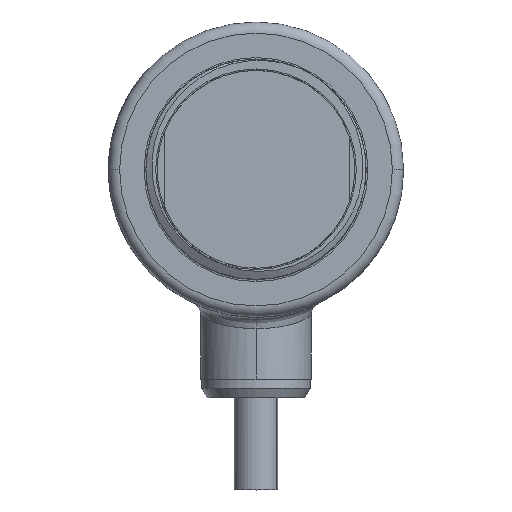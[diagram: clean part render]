
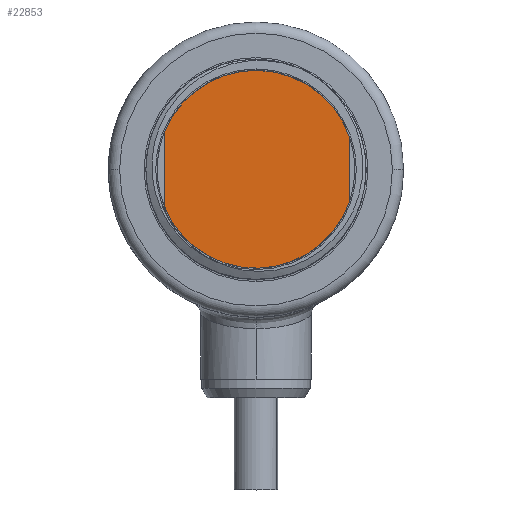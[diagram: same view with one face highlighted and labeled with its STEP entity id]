
A CAD part, top view. The second image highlights one B-rep face of the part: STEP entity #22853.
In plain terms, the highlighted planar face has unit normal (0, 0, 1).
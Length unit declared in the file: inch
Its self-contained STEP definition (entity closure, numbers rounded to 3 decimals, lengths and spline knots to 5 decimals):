
#9491=CARTESIAN_POINT('',(0.,0.,1.264));
#9492=DIRECTION('',(0.,0.,1.));
#9493=DIRECTION('',(0.943,0.332,0.));
#9494=AXIS2_PLACEMENT_3D('',#9491,#9492,#9493);
#9496=DIRECTION('',(0.,1.,0.));
#9497=VECTOR('',#9496,0.35157);
#9498=CARTESIAN_POINT('',(0.5,-0.17578,1.264));
#9499=LINE('',#9498,#9497);
#9500=CARTESIAN_POINT('',(0.,0.,1.264));
#9501=DIRECTION('',(0.,0.,1.));
#9502=DIRECTION('',(-0.925,-0.381,0.));
#9503=AXIS2_PLACEMENT_3D('',#9500,#9501,#9502);
#9505=DIRECTION('',(0.,-1.,0.));
#9506=VECTOR('',#9505,0.40398);
#9507=CARTESIAN_POINT('',(-0.49,0.20199,1.264));
#9508=LINE('',#9507,#9506);
#11681=CARTESIAN_POINT('',(0.5,0.17578,1.264));
#11682=CARTESIAN_POINT('',(-0.49,0.20199,1.264));
#11683=VERTEX_POINT('',#11681);
#11684=VERTEX_POINT('',#11682);
#11685=CARTESIAN_POINT('',(-0.49,-0.20199,1.264));
#11686=VERTEX_POINT('',#11685);
#11687=CARTESIAN_POINT('',(0.5,-0.17578,1.264));
#11688=VERTEX_POINT('',#11687);
#22841=CARTESIAN_POINT('',(0.,0.,1.264));
#22842=DIRECTION('',(0.,0.,1.));
#22843=DIRECTION('',(1.,0.,0.));
#22844=AXIS2_PLACEMENT_3D('',#22841,#22842,#22843);
#22845=PLANE('',#22844);
#22846=ORIENTED_EDGE('',*,*,#22787,.F.);
#22847=ORIENTED_EDGE('',*,*,#22832,.F.);
#22848=ORIENTED_EDGE('',*,*,#22795,.F.);
#22850=ORIENTED_EDGE('',*,*,#22849,.F.);
#22851=EDGE_LOOP('',(#22846,#22847,#22848,#22850));
#22852=FACE_OUTER_BOUND('',#22851,.F.);
#22853=ADVANCED_FACE('',(#22852),#22845,.T.);
#9495=CIRCLE('',#9494,0.53);
#9504=CIRCLE('',#9503,0.53);
#22787=EDGE_CURVE('',#11683,#11684,#9495,.T.);
#22795=EDGE_CURVE('',#11686,#11688,#9504,.T.);
#22832=EDGE_CURVE('',#11688,#11683,#9499,.T.);
#22849=EDGE_CURVE('',#11684,#11686,#9508,.T.);
